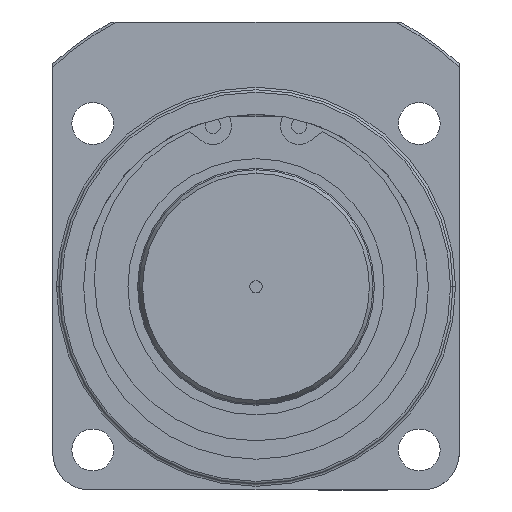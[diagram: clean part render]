
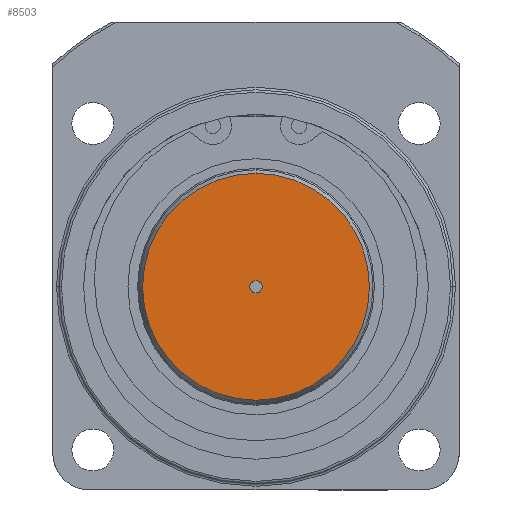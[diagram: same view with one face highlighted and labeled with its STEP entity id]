
A CAD part, front view. The second image highlights one B-rep face of the part: STEP entity #8503.
In plain terms, the highlighted planar face has unit normal (0, -1, 0).
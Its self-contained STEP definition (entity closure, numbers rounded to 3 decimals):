
#534 = FACE_BOUND ( 'NONE', #7187, .T. ) ;
#540 = FACE_OUTER_BOUND ( 'NONE', #7186, .T. ) ;
#542 = AXIS2_PLACEMENT_3D ( 'NONE', #5813, #5814, #5815 ) ;
#886 = AXIS2_PLACEMENT_3D ( 'NONE', #11299, #11300, #11301 ) ;
#889 = AXIS2_PLACEMENT_3D ( 'NONE', #11305, #11309, #11310 ) ;
#972 = AXIS2_PLACEMENT_3D ( 'NONE', #3809, #3810, #3811 ) ;
#973 = AXIS2_PLACEMENT_3D ( 'NONE', #3812, #3813, #3814 ) ;
#3809 = CARTESIAN_POINT ( 'NONE',  ( 0., -50., 0. ) ) ;
#3810 = DIRECTION ( 'NONE',  ( 0., 1., 0. ) ) ;
#3811 = DIRECTION ( 'NONE',  ( 0., 0., 1. ) ) ;
#3812 = CARTESIAN_POINT ( 'NONE',  ( 0., -50., 0. ) ) ;
#3813 = DIRECTION ( 'NONE',  ( 0., -1., 0. ) ) ;
#3814 = DIRECTION ( 'NONE',  ( 0., 0., -1. ) ) ;
#5065 = CARTESIAN_POINT ( 'NONE',  ( 0., -50., 1. ) ) ;
#5107 = CARTESIAN_POINT ( 'NONE',  ( 0., -50., -1. ) ) ;
#5122 = CARTESIAN_POINT ( 'NONE',  ( 0., -50., 18.423 ) ) ;
#5130 = CARTESIAN_POINT ( 'NONE',  ( 0., -50., -18.423 ) ) ;
#5812 = PLANE ( 'NONE',  #542 ) ;
#5813 = CARTESIAN_POINT ( 'NONE',  ( -18.423, -50., 0. ) ) ;
#5814 = DIRECTION ( 'NONE',  ( 0., 1., 0. ) ) ;
#5815 = DIRECTION ( 'NONE',  ( 0., 0., 1. ) ) ;
#7041 = ORIENTED_EDGE ( 'NONE', *, *, #8636, .T. ) ;
#7042 = ORIENTED_EDGE ( 'NONE', *, *, #8633, .T. ) ;
#7044 = ORIENTED_EDGE ( 'NONE', *, *, #8726, .T. ) ;
#7046 = ORIENTED_EDGE ( 'NONE', *, *, #8727, .T. ) ;
#7186 = EDGE_LOOP ( 'NONE', ( #7046, #7041 ) ) ;
#7187 = EDGE_LOOP ( 'NONE', ( #7044, #7042 ) ) ;
#7740 = CIRCLE ( 'NONE', #886, 1. ) ;
#7742 = CIRCLE ( 'NONE', #889, 18.423 ) ;
#7794 = CIRCLE ( 'NONE', #972, 1. ) ;
#7795 = CIRCLE ( 'NONE', #973, 18.423 ) ;
#8503 = ADVANCED_FACE ( 'NONE', ( #534, #540 ), #5812, .F. ) ;
#8633 = EDGE_CURVE ( 'NONE', #11869, #11827, #7740, .T. ) ;
#8636 = EDGE_CURVE ( 'NONE', #11892, #11884, #7742, .T. ) ;
#8726 = EDGE_CURVE ( 'NONE', #11827, #11869, #7794, .T. ) ;
#8727 = EDGE_CURVE ( 'NONE', #11884, #11892, #7795, .T. ) ;
#11299 = CARTESIAN_POINT ( 'NONE',  ( 0., -50., 0. ) ) ;
#11300 = DIRECTION ( 'NONE',  ( 0., 1., 0. ) ) ;
#11301 = DIRECTION ( 'NONE',  ( 0., 0., 1. ) ) ;
#11305 = CARTESIAN_POINT ( 'NONE',  ( 0., -50., 0. ) ) ;
#11309 = DIRECTION ( 'NONE',  ( 0., -1., 0. ) ) ;
#11310 = DIRECTION ( 'NONE',  ( 0., 0., -1. ) ) ;
#11827 = VERTEX_POINT ( 'NONE', #5065 ) ;
#11869 = VERTEX_POINT ( 'NONE', #5107 ) ;
#11884 = VERTEX_POINT ( 'NONE', #5122 ) ;
#11892 = VERTEX_POINT ( 'NONE', #5130 ) ;
